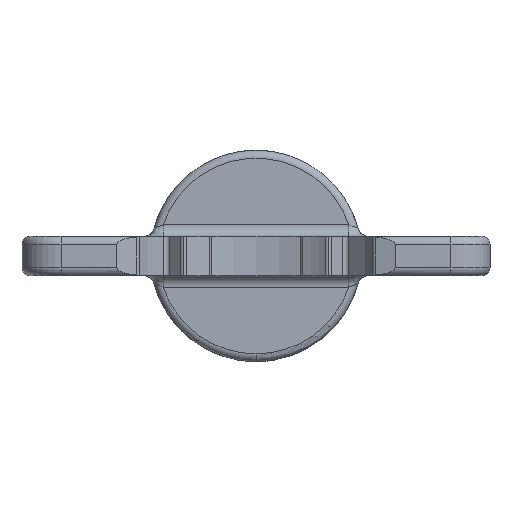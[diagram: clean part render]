
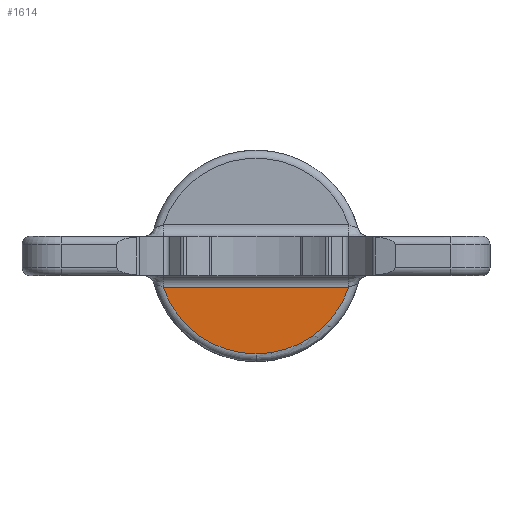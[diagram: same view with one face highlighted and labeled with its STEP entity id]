
A CAD part, left-side view. The second image highlights one B-rep face of the part: STEP entity #1614.
In plain terms, the highlighted planar face has unit normal (-1, 0, 0).
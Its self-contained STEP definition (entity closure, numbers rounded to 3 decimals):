
#160=PLANE('',#1714);
#276=CIRCLE('',#1715,12.5);
#277=CIRCLE('',#1716,12.5);
#385=VERTEX_POINT('',#2049);
#386=VERTEX_POINT('',#2050);
#387=VERTEX_POINT('',#2052);
#528=VECTOR('',#4373,1.);
#612=LINE('',#2053,#528);
#707=EDGE_CURVE('',#385,#386,#276,.T.);
#708=EDGE_CURVE('',#386,#387,#277,.T.);
#709=EDGE_CURVE('',#387,#385,#612,.T.);
#958=ORIENTED_EDGE('',*,*,#707,.T.);
#959=ORIENTED_EDGE('',*,*,#708,.T.);
#960=ORIENTED_EDGE('',*,*,#709,.T.);
#1423=EDGE_LOOP('',(#958,#959,#960));
#1519=FACE_BOUND('',#1423,.T.);
#1614=ADVANCED_FACE('',(#1519),#160,.F.);
#1714=AXIS2_PLACEMENT_3D('',#2047,#4368,$);
#1715=AXIS2_PLACEMENT_3D('',#2048,#4369,#4370);
#1716=AXIS2_PLACEMENT_3D('',#2051,#4371,#4372);
#2047=CARTESIAN_POINT('',(28.075,0.,13.5));
#2048=CARTESIAN_POINT('',(28.075,0.,0.));
#2049=CARTESIAN_POINT('',(28.075,11.843,-4.));
#2050=CARTESIAN_POINT('',(28.075,0.,-12.5));
#2051=CARTESIAN_POINT('',(28.075,0.,0.));
#2052=CARTESIAN_POINT('',(28.075,-11.843,-4.));
#2053=CARTESIAN_POINT('',(28.075,-11.843,-4.));
#4368=DIRECTION('',(1.,0.,0.));
#4369=DIRECTION('',(-1.,0.,0.));
#4370=DIRECTION('',(0.,0.,-12.5));
#4371=DIRECTION('',(-1.,0.,0.));
#4372=DIRECTION('',(0.,0.,-12.5));
#4373=DIRECTION('',(0.,1.,0.));
